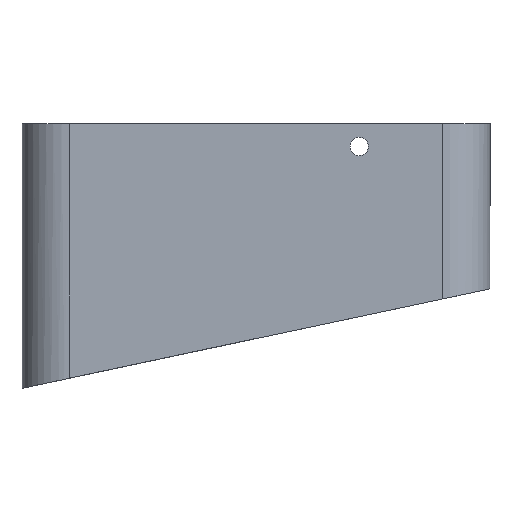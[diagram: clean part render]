
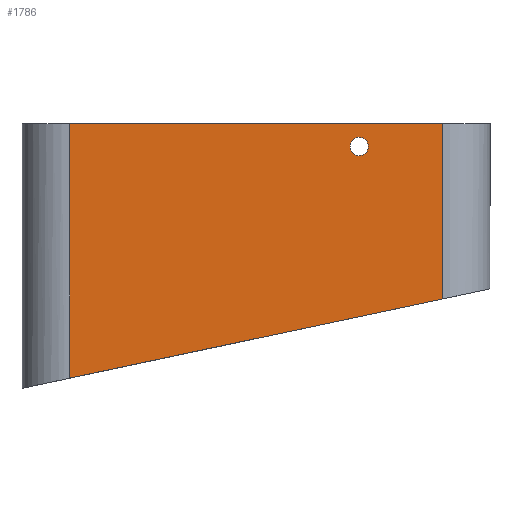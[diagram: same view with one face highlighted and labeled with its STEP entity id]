
A CAD part, left-side view. The second image highlights one B-rep face of the part: STEP entity #1786.
In plain terms, the highlighted planar face has unit normal (-1, 0, 0).
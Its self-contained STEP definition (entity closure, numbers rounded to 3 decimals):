
#57=FACE_BOUND('',#326,.T.);
#109=PLANE('',#1982);
#207=FACE_OUTER_BOUND('',#325,.T.);
#325=EDGE_LOOP('',(#1634,#1635,#1636,#1637));
#326=EDGE_LOOP('',(#1638));
#398=LINE('',#2828,#551);
#406=LINE('',#2856,#559);
#479=LINE('',#3106,#632);
#480=LINE('',#3108,#633);
#551=VECTOR('',#2200,10.);
#559=VECTOR('',#2226,10.);
#632=VECTOR('',#2519,10.);
#633=VECTOR('',#2522,10.);
#675=CIRCLE('',#1882,1.15);
#793=VERTEX_POINT('',#2814);
#799=VERTEX_POINT('',#2826);
#810=VERTEX_POINT('',#2854);
#816=VERTEX_POINT('',#2877);
#877=VERTEX_POINT('',#3104);
#994=EDGE_CURVE('',#793,#799,#398,.T.);
#1008=EDGE_CURVE('',#810,#799,#406,.T.);
#1019=EDGE_CURVE('',#816,#816,#675,.T.);
#1131=EDGE_CURVE('',#877,#810,#479,.T.);
#1132=EDGE_CURVE('',#877,#793,#480,.T.);
#1634=ORIENTED_EDGE('',*,*,#1132,.T.);
#1635=ORIENTED_EDGE('',*,*,#994,.T.);
#1636=ORIENTED_EDGE('',*,*,#1008,.F.);
#1637=ORIENTED_EDGE('',*,*,#1131,.F.);
#1638=ORIENTED_EDGE('',*,*,#1019,.T.);
#1786=ADVANCED_FACE('',(#207,#57),#109,.T.);
#1882=AXIS2_PLACEMENT_3D('',#2879,#2254,#2255);
#1982=AXIS2_PLACEMENT_3D('',#3109,#2523,#2524);
#2200=DIRECTION('',(0.,-0.978,0.208));
#2226=DIRECTION('',(0.,0.,-1.));
#2254=DIRECTION('center_axis',(1.,0.,0.));
#2255=DIRECTION('ref_axis',(0.,1.,0.));
#2519=DIRECTION('',(0.,-1.,0.));
#2522=DIRECTION('',(0.,0.,-1.));
#2523=DIRECTION('center_axis',(-1.,0.,0.));
#2524=DIRECTION('ref_axis',(0.,1.,0.));
#2814=CARTESIAN_POINT('',(-44.76,52.73,-31.933));
#2826=CARTESIAN_POINT('',(-44.76,6.,-22.));
#2828=CARTESIAN_POINT('',(-44.76,58.73,-33.208));
#2854=CARTESIAN_POINT('',(-44.76,6.,0.));
#2856=CARTESIAN_POINT('',(-44.76,6.,-20.));
#2877=CARTESIAN_POINT('',(-44.76,15.259,-2.873));
#2879=CARTESIAN_POINT('Origin',(-44.76,16.409,-2.873));
#3104=CARTESIAN_POINT('',(-44.76,52.73,0.));
#3106=CARTESIAN_POINT('',(-44.76,41.048,0.));
#3108=CARTESIAN_POINT('',(-44.76,52.73,-20.));
#3109=CARTESIAN_POINT('Origin',(-44.76,6.,-20.));
